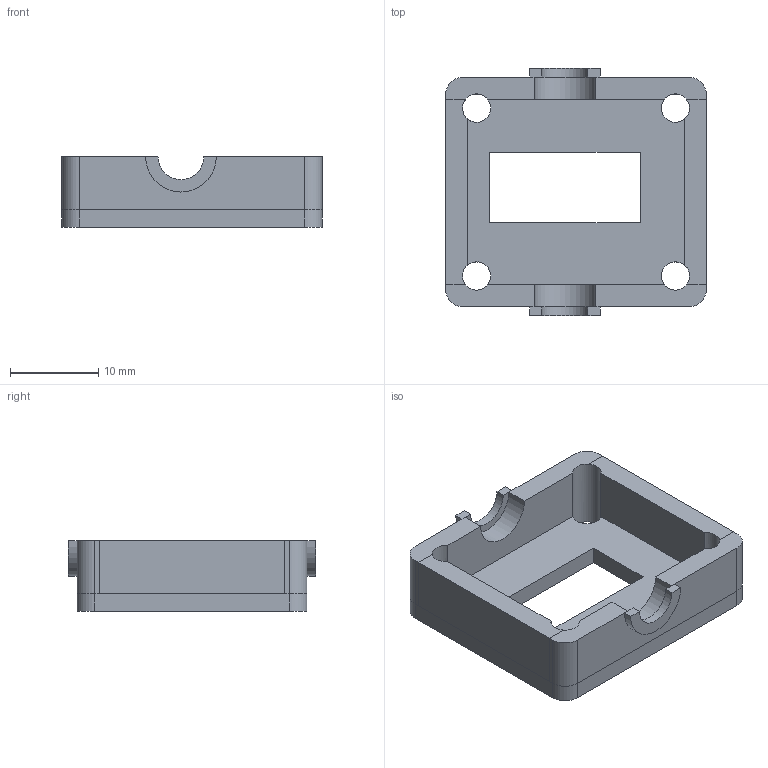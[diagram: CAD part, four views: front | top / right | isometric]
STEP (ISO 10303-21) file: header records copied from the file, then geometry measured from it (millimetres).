
FILE_DESCRIPTION(('FreeCAD Model'),'2;1');
FILE_NAME('Open CASCADE Shape Model','2024-11-22T15:29:42',(''),(''), 'Open CASCADE STEP processor 7.6','FreeCAD','Unknown');
FILE_SCHEMA(('AUTOMOTIVE_DESIGN { 1 0 10303 214 1 1 1 1 }'));
Length unit declared in the file: millimetre
Products named in the file (1): Fillet007
Bounding box: 29.5 x 28 x 8 mm (x, y, z)
Volume: 2568.7 mm3; surface area: 2823.5 mm2
Topology: 1 solids, 1 shells, 54 faces, 148 edges, 92 vertices
Faces by surface type: plane 36, cylinder 18
Full cylindrical faces by diameter (mm): 3.2 x4
Entity records: 1738 total; most frequent: DIRECTION 302, ORIENTED_EDGE 296, CARTESIAN_POINT 295, EDGE_CURVE 148, LINE 104, VECTOR 104, AXIS2_PLACEMENT_3D 99, VERTEX_POINT 92
